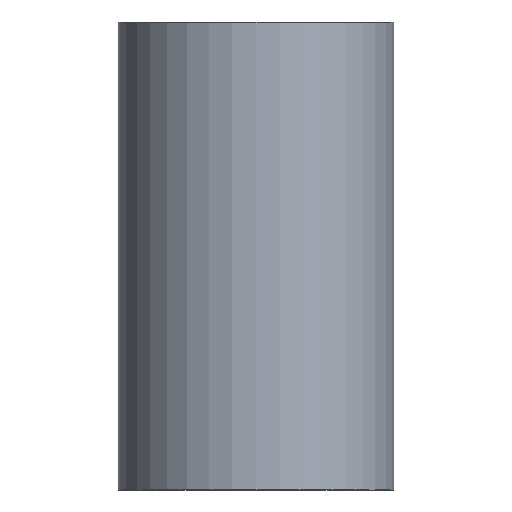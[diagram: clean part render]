
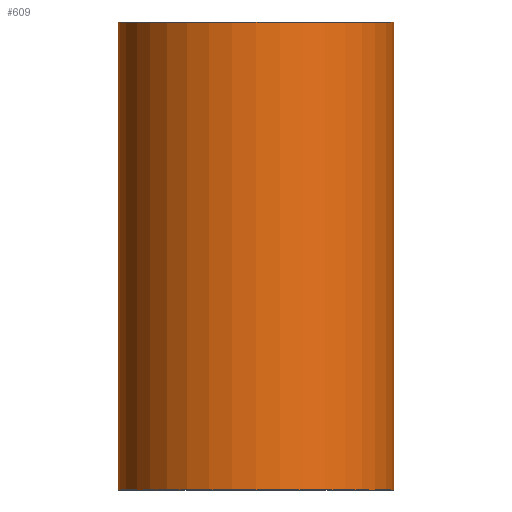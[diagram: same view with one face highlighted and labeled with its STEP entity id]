
A CAD part, front view. The second image highlights one B-rep face of the part: STEP entity #609.
In plain terms, the highlighted cylindrical face has radius 660 mm (diameter 1320 mm), a full revolution.
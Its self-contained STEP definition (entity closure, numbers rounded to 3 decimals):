
#97 = AXIS2_PLACEMENT_3D ( 'NONE', #838, #577, #299 ) ;
#151 = CARTESIAN_POINT ( 'NONE',  ( 0., 0., 0. ) ) ;
#156 = DIRECTION ( 'NONE',  ( 0., 0., 1. ) ) ;
#299 = DIRECTION ( 'NONE',  ( 1., 0., 0. ) ) ;
#357 = ORIENTED_EDGE ( 'NONE', *, *, #812, .F. ) ;
#431 = EDGE_CURVE ( 'NONE', #1426, #1426, #626, .T. ) ;
#472 = AXIS2_PLACEMENT_3D ( 'NONE', #151, #156, #664 ) ;
#535 = AXIS2_PLACEMENT_3D ( 'NONE', #1513, #1252, #1633 ) ;
#562 = EDGE_LOOP ( 'NONE', ( #357 ) ) ;
#564 = CYLINDRICAL_SURFACE ( 'NONE', #97, 660. ) ;
#577 = DIRECTION ( 'NONE',  ( 0., 0., 1. ) ) ;
#579 = CARTESIAN_POINT ( 'NONE',  ( 660., 0., 2240. ) ) ;
#608 = VERTEX_POINT ( 'NONE', #579 ) ;
#609 = ADVANCED_FACE ( 'NONE', ( #706, #889 ), #564, .T. ) ;
#626 = CIRCLE ( 'NONE', #472, 660. ) ;
#664 = DIRECTION ( 'NONE',  ( 1., 0., 0. ) ) ;
#706 = FACE_OUTER_BOUND ( 'NONE', #1242, .T. ) ;
#812 = EDGE_CURVE ( 'NONE', #608, #608, #1446, .T. ) ;
#838 = CARTESIAN_POINT ( 'NONE',  ( 0., 0., 0. ) ) ;
#889 = FACE_OUTER_BOUND ( 'NONE', #562, .T. ) ;
#1090 = CARTESIAN_POINT ( 'NONE',  ( 660., 0., 0. ) ) ;
#1242 = EDGE_LOOP ( 'NONE', ( #1666 ) ) ;
#1252 = DIRECTION ( 'NONE',  ( 0., 0., 1. ) ) ;
#1426 = VERTEX_POINT ( 'NONE', #1090 ) ;
#1446 = CIRCLE ( 'NONE', #535, 660. ) ;
#1513 = CARTESIAN_POINT ( 'NONE',  ( 0., 0., 2240. ) ) ;
#1633 = DIRECTION ( 'NONE',  ( 1., 0., 0. ) ) ;
#1666 = ORIENTED_EDGE ( 'NONE', *, *, #431, .T. ) ;
